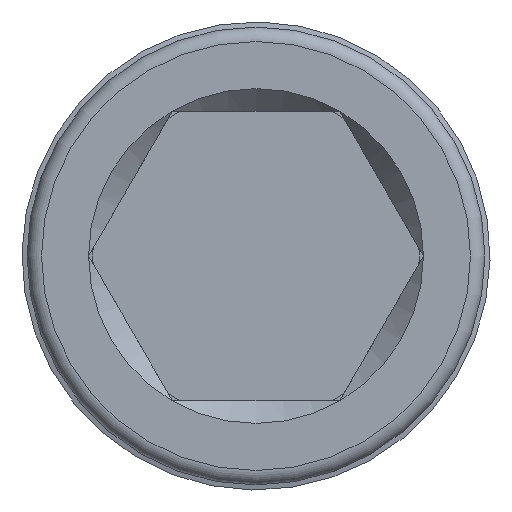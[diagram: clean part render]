
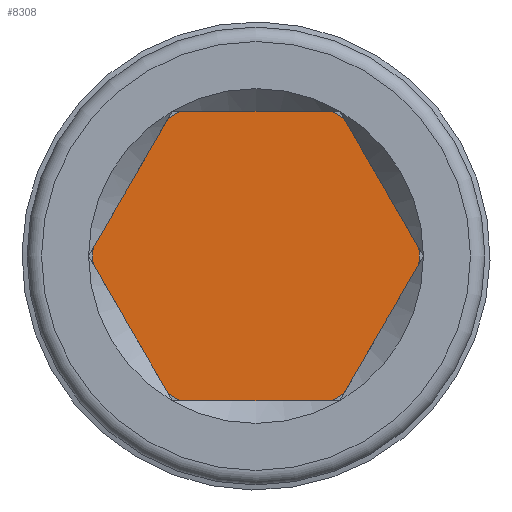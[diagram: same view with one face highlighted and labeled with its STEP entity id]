
A CAD part, left-side view. The second image highlights one B-rep face of the part: STEP entity #8308.
In plain terms, the highlighted planar face has unit normal (-1, 0, 0).
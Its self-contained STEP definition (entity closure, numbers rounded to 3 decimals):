
#308=PLANE('',#8864);
#1075=FACE_OUTER_BOUND('',#1561,.T.);
#1561=EDGE_LOOP('',(#5585,#5586));
#2109=CIRCLE('',#8860,5.642);
#2110=CIRCLE('',#8861,5.642);
#3462=VERTEX_POINT('',#17886);
#3463=VERTEX_POINT('',#17888);
#4316=EDGE_CURVE('',#3462,#3463,#2109,.T.);
#4317=EDGE_CURVE('',#3463,#3462,#2110,.T.);
#5585=ORIENTED_EDGE('',*,*,#4317,.F.);
#5586=ORIENTED_EDGE('',*,*,#4316,.F.);
#8308=ADVANCED_FACE('',(#1075),#308,.T.);
#8860=AXIS2_PLACEMENT_3D('',#17889,#9439,#9440);
#8861=AXIS2_PLACEMENT_3D('',#17890,#9441,#9442);
#8864=AXIS2_PLACEMENT_3D('',#17894,#9447,#9448);
#9439=DIRECTION('center_axis',(1.,0.,0.));
#9440=DIRECTION('ref_axis',(0.,1.,0.));
#9441=DIRECTION('center_axis',(1.,0.,0.));
#9442=DIRECTION('ref_axis',(0.,1.,0.));
#9447=DIRECTION('center_axis',(-1.,0.,0.));
#9448=DIRECTION('ref_axis',(0.,0.,1.));
#17886=CARTESIAN_POINT('',(9.999,-5.642,0.));
#17888=CARTESIAN_POINT('',(9.999,5.642,0.));
#17889=CARTESIAN_POINT('Origin',(9.999,0.,0.));
#17890=CARTESIAN_POINT('Origin',(9.999,0.,0.));
#17894=CARTESIAN_POINT('Origin',(9.999,2.821,0.));
